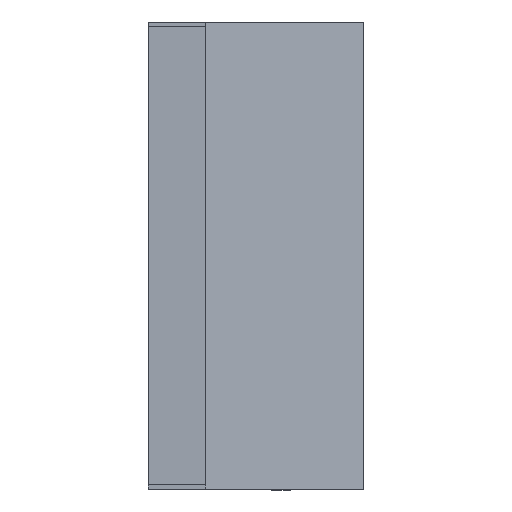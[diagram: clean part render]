
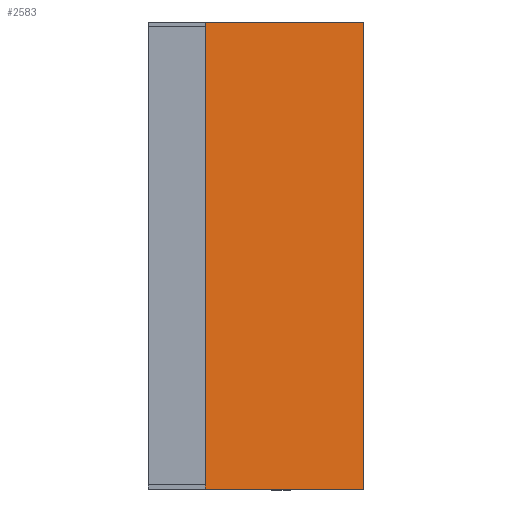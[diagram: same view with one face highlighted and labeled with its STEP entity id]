
A CAD part, top view. The second image highlights one B-rep face of the part: STEP entity #2583.
In plain terms, the highlighted planar face has unit normal (0.122, 0, 0.993).
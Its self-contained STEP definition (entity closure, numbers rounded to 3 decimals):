
#258=FACE_OUTER_BOUND('',#396,.T.);
#396=EDGE_LOOP('',(#2216,#2217,#2218,#2219,#2220,#2221));
#699=LINE('',#4351,#1006);
#700=LINE('',#4353,#1007);
#701=LINE('',#4355,#1008);
#702=LINE('',#4357,#1009);
#703=LINE('',#4359,#1010);
#704=LINE('',#4360,#1011);
#1006=VECTOR('',#3218,10.);
#1007=VECTOR('',#3219,10.);
#1008=VECTOR('',#3220,10.);
#1009=VECTOR('',#3221,10.);
#1010=VECTOR('',#3222,10.);
#1011=VECTOR('',#3223,10.);
#1251=VERTEX_POINT('',#4349);
#1252=VERTEX_POINT('',#4350);
#1253=VERTEX_POINT('',#4352);
#1254=VERTEX_POINT('',#4354);
#1255=VERTEX_POINT('',#4356);
#1256=VERTEX_POINT('',#4358);
#1601=EDGE_CURVE('',#1251,#1252,#699,.T.);
#1602=EDGE_CURVE('',#1253,#1251,#700,.T.);
#1603=EDGE_CURVE('',#1254,#1253,#701,.T.);
#1604=EDGE_CURVE('',#1255,#1254,#702,.T.);
#1605=EDGE_CURVE('',#1256,#1255,#703,.T.);
#1606=EDGE_CURVE('',#1252,#1256,#704,.T.);
#2216=ORIENTED_EDGE('',*,*,#1601,.F.);
#2217=ORIENTED_EDGE('',*,*,#1602,.F.);
#2218=ORIENTED_EDGE('',*,*,#1603,.F.);
#2219=ORIENTED_EDGE('',*,*,#1604,.F.);
#2220=ORIENTED_EDGE('',*,*,#1605,.F.);
#2221=ORIENTED_EDGE('',*,*,#1606,.F.);
#2448=PLANE('',#2716);
#2583=ADVANCED_FACE('',(#258),#2448,.F.);
#2716=AXIS2_PLACEMENT_3D('',#4348,#3216,#3217);
#3216=DIRECTION('center_axis',(-0.122,0.,
-0.993));
#3217=DIRECTION('ref_axis',(-0.993,0.,0.122));
#3218=DIRECTION('',(0.993,0.,-0.122));
#3219=DIRECTION('',(0.,1.,0.));
#3220=DIRECTION('',(0.,1.,0.));
#3221=DIRECTION('',(0.,1.,0.));
#3222=DIRECTION('',(-0.993,0.,0.122));
#3223=DIRECTION('',(0.,-1.,0.));
#4348=CARTESIAN_POINT('Origin',(4.7,-5.1,8.376));
#4349=CARTESIAN_POINT('',(1.25,5.1,8.8));
#4350=CARTESIAN_POINT('',(4.7,5.1,8.376));
#4351=CARTESIAN_POINT('',(2.892,5.1,8.598));
#4352=CARTESIAN_POINT('',(1.25,5.,8.8));
#4353=CARTESIAN_POINT('',(1.25,0.,8.8));
#4354=CARTESIAN_POINT('',(1.25,-5.,8.8));
#4355=CARTESIAN_POINT('',(1.25,2.55,8.8));
#4356=CARTESIAN_POINT('',(1.25,-5.1,8.8));
#4357=CARTESIAN_POINT('',(1.25,0.,8.8));
#4358=CARTESIAN_POINT('',(4.7,-5.1,8.376));
#4359=CARTESIAN_POINT('',(2.359,-5.1,8.664));
#4360=CARTESIAN_POINT('',(4.7,-2.55,8.376));
